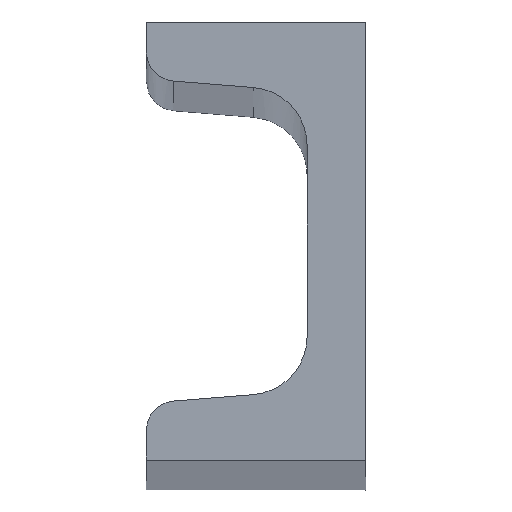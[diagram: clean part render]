
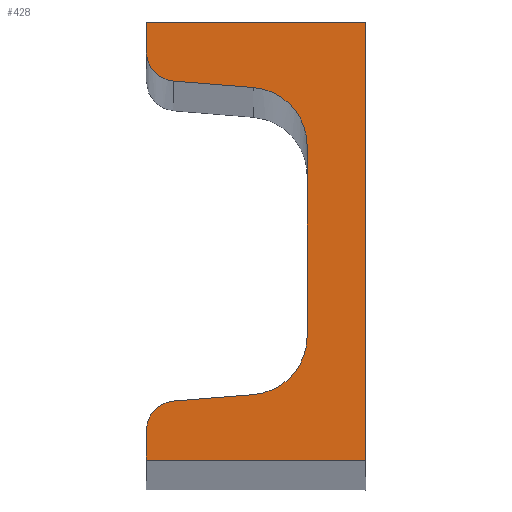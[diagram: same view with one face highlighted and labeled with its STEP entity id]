
A CAD part, top view. The second image highlights one B-rep face of the part: STEP entity #428.
In plain terms, the highlighted planar face has unit normal (0, 0, 1).
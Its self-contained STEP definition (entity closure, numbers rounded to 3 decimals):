
#2 = VECTOR ( 'NONE', #458, 1000. ) ;
#9 = EDGE_CURVE ( 'NONE', #443, #31, #369, .T. ) ;
#13 = VERTEX_POINT ( 'NONE', #538 ) ;
#30 = PLANE ( 'NONE',  #66 ) ;
#31 = VERTEX_POINT ( 'NONE', #552 ) ;
#32 = DIRECTION ( 'NONE',  ( 0., -1., 0. ) ) ;
#34 = DIRECTION ( 'NONE',  ( 0., -1., 0. ) ) ;
#35 = FACE_OUTER_BOUND ( 'NONE', #463, .T. ) ;
#42 = VERTEX_POINT ( 'NONE', #313 ) ;
#50 = ORIENTED_EDGE ( 'NONE', *, *, #486, .T. ) ;
#55 = DIRECTION ( 'NONE',  ( 0., -1., 0. ) ) ;
#62 = CIRCLE ( 'NONE', #480, 4. ) ;
#66 = AXIS2_PLACEMENT_3D ( 'NONE', #338, #79, #167 ) ;
#70 = ORIENTED_EDGE ( 'NONE', *, *, #427, .T. ) ;
#72 = DIRECTION ( 'NONE',  ( 0., 0., 1. ) ) ;
#74 = DIRECTION ( 'NONE',  ( 0., 0., -1. ) ) ;
#76 = VECTOR ( 'NONE', #32, 1000. ) ;
#79 = DIRECTION ( 'NONE',  ( 0., 0., 1. ) ) ;
#80 = CARTESIAN_POINT ( 'NONE',  ( 317., -33., 575.888 ) ) ;
#82 = ORIENTED_EDGE ( 'NONE', *, *, #361, .T. ) ;
#84 = EDGE_CURVE ( 'NONE', #354, #125, #505, .T. ) ;
#86 = VECTOR ( 'NONE', #280, 1000. ) ;
#113 = DIRECTION ( 'NONE',  ( 0., -1., 0. ) ) ;
#116 = DIRECTION ( 'NONE',  ( 0., -1., 0. ) ) ;
#122 = CARTESIAN_POINT ( 'NONE',  ( -279., -11.473, 575.888 ) ) ;
#123 = DIRECTION ( 'NONE',  ( -0.997, -0.08, 0. ) ) ;
#125 = VERTEX_POINT ( 'NONE', #267 ) ;
#127 = DIRECTION ( 'NONE',  ( 0., 0., -1. ) ) ;
#139 = ORIENTED_EDGE ( 'NONE', *, *, #9, .T. ) ;
#142 = CARTESIAN_POINT ( 'NONE',  ( -290., -3., 575.888 ) ) ;
#144 = AXIS2_PLACEMENT_3D ( 'NONE', #222, #434, #511 ) ;
#151 = CIRCLE ( 'NONE', #276, 4. ) ;
#162 = CARTESIAN_POINT ( 'NONE',  ( -290., -33., 575.888 ) ) ;
#167 = DIRECTION ( 'NONE',  ( 0., -1., 0. ) ) ;
#184 = EDGE_CURVE ( 'NONE', #285, #443, #208, .T. ) ;
#195 = LINE ( 'NONE', #80, #231 ) ;
#208 = LINE ( 'NONE', #142, #353 ) ;
#222 = CARTESIAN_POINT ( 'NONE',  ( -288., -30.949, 575.888 ) ) ;
#231 = VECTOR ( 'NONE', #542, 1000. ) ;
#237 = VECTOR ( 'NONE', #123, 1000. ) ;
#244 = VECTOR ( 'NONE', #254, 1000. ) ;
#254 = DIRECTION ( 'NONE',  ( 0.997, -0.08, 0. ) ) ;
#267 = CARTESIAN_POINT ( 'NONE',  ( -290., -30.949, 575.888 ) ) ;
#276 = AXIS2_PLACEMENT_3D ( 'NONE', #464, #127, #293 ) ;
#280 = DIRECTION ( 'NONE',  ( 0., 1., 0. ) ) ;
#285 = VERTEX_POINT ( 'NONE', #481 ) ;
#291 = EDGE_CURVE ( 'NONE', #13, #297, #422, .T. ) ;
#293 = DIRECTION ( 'NONE',  ( 0., -1., 0. ) ) ;
#297 = VERTEX_POINT ( 'NONE', #441 ) ;
#313 = CARTESIAN_POINT ( 'NONE',  ( -290., -33., 575.888 ) ) ;
#314 = VERTEX_POINT ( 'NONE', #325 ) ;
#316 = ORIENTED_EDGE ( 'NONE', *, *, #291, .T. ) ;
#321 = LINE ( 'NONE', #122, #76 ) ;
#323 = CARTESIAN_POINT ( 'NONE',  ( -288.16, -28.955, 575.888 ) ) ;
#325 = CARTESIAN_POINT ( 'NONE',  ( -279., -11.473, 575.888 ) ) ;
#338 = CARTESIAN_POINT ( 'NONE',  ( 317., -3., 575.888 ) ) ;
#339 = AXIS2_PLACEMENT_3D ( 'NONE', #540, #72, #113 ) ;
#340 = ORIENTED_EDGE ( 'NONE', *, *, #529, .T. ) ;
#341 = VERTEX_POINT ( 'NONE', #375 ) ;
#342 = CARTESIAN_POINT ( 'NONE',  ( -282.679, -7.486, 575.888 ) ) ;
#353 = VECTOR ( 'NONE', #55, 1000. ) ;
#354 = VERTEX_POINT ( 'NONE', #323 ) ;
#361 = EDGE_CURVE ( 'NONE', #31, #409, #402, .T. ) ;
#369 = CIRCLE ( 'NONE', #339, 2. ) ;
#371 = EDGE_CURVE ( 'NONE', #341, #398, #151, .T. ) ;
#375 = CARTESIAN_POINT ( 'NONE',  ( -279., -24.527, 575.888 ) ) ;
#376 = ORIENTED_EDGE ( 'NONE', *, *, #496, .T. ) ;
#398 = VERTEX_POINT ( 'NONE', #503 ) ;
#400 = EDGE_CURVE ( 'NONE', #13, #42, #195, .T. ) ;
#402 = LINE ( 'NONE', #423, #244 ) ;
#405 = CARTESIAN_POINT ( 'NONE',  ( -275., -3., 575.888 ) ) ;
#408 = ORIENTED_EDGE ( 'NONE', *, *, #184, .T. ) ;
#409 = VERTEX_POINT ( 'NONE', #342 ) ;
#412 = CARTESIAN_POINT ( 'NONE',  ( -283., -11.473, 575.888 ) ) ;
#422 = LINE ( 'NONE', #405, #86 ) ;
#423 = CARTESIAN_POINT ( 'NONE',  ( -288.16, -7.045, 575.888 ) ) ;
#425 = ORIENTED_EDGE ( 'NONE', *, *, #371, .T. ) ;
#427 = EDGE_CURVE ( 'NONE', #125, #42, #454, .T. ) ;
#428 = ADVANCED_FACE ( 'NONE', ( #35 ), #30, .T. ) ;
#431 = LINE ( 'NONE', #546, #237 ) ;
#434 = DIRECTION ( 'NONE',  ( 0., 0., 1. ) ) ;
#441 = CARTESIAN_POINT ( 'NONE',  ( -275., -3., 575.888 ) ) ;
#443 = VERTEX_POINT ( 'NONE', #455 ) ;
#454 = LINE ( 'NONE', #162, #544 ) ;
#455 = CARTESIAN_POINT ( 'NONE',  ( -290., -5.051, 575.888 ) ) ;
#458 = DIRECTION ( 'NONE',  ( -1., 0., 0. ) ) ;
#459 = CARTESIAN_POINT ( 'NONE',  ( 317., -3., 575.888 ) ) ;
#461 = LINE ( 'NONE', #459, #2 ) ;
#463 = EDGE_LOOP ( 'NONE', ( #316, #545, #408, #139, #82, #340, #50, #425, #376, #525, #70, #518 ) ) ;
#464 = CARTESIAN_POINT ( 'NONE',  ( -283., -24.527, 575.888 ) ) ;
#480 = AXIS2_PLACEMENT_3D ( 'NONE', #412, #74, #34 ) ;
#481 = CARTESIAN_POINT ( 'NONE',  ( -290., -3., 575.888 ) ) ;
#486 = EDGE_CURVE ( 'NONE', #314, #341, #321, .T. ) ;
#496 = EDGE_CURVE ( 'NONE', #398, #354, #431, .T. ) ;
#503 = CARTESIAN_POINT ( 'NONE',  ( -282.679, -28.514, 575.888 ) ) ;
#505 = CIRCLE ( 'NONE', #144, 2. ) ;
#511 = DIRECTION ( 'NONE',  ( 0., -1., 0. ) ) ;
#518 = ORIENTED_EDGE ( 'NONE', *, *, #400, .F. ) ;
#525 = ORIENTED_EDGE ( 'NONE', *, *, #84, .T. ) ;
#529 = EDGE_CURVE ( 'NONE', #409, #314, #62, .T. ) ;
#538 = CARTESIAN_POINT ( 'NONE',  ( -275., -33., 575.888 ) ) ;
#539 = EDGE_CURVE ( 'NONE', #297, #285, #461, .T. ) ;
#540 = CARTESIAN_POINT ( 'NONE',  ( -288., -5.051, 575.888 ) ) ;
#542 = DIRECTION ( 'NONE',  ( -1., 0., 0. ) ) ;
#544 = VECTOR ( 'NONE', #116, 1000. ) ;
#545 = ORIENTED_EDGE ( 'NONE', *, *, #539, .T. ) ;
#546 = CARTESIAN_POINT ( 'NONE',  ( -288.16, -28.955, 575.888 ) ) ;
#552 = CARTESIAN_POINT ( 'NONE',  ( -288.16, -7.045, 575.888 ) ) ;
